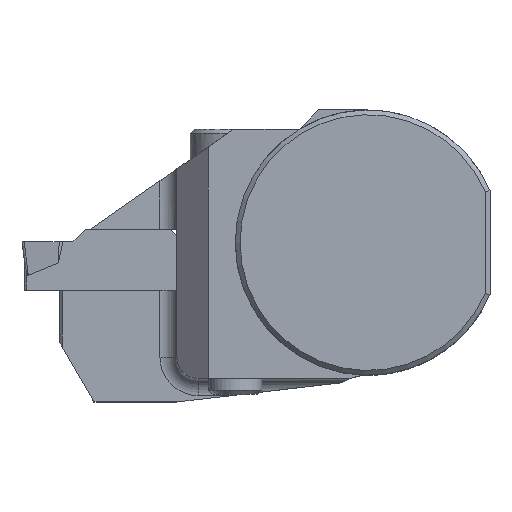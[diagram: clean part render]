
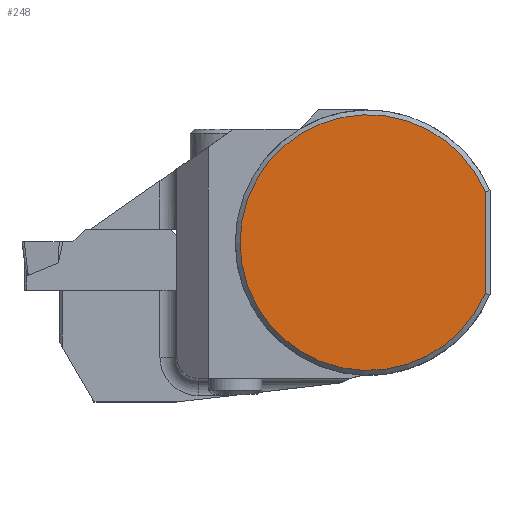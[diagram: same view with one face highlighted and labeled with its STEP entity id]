
A CAD part, top view. The second image highlights one B-rep face of the part: STEP entity #248.
In plain terms, the highlighted planar face has unit normal (0, 0, 1).
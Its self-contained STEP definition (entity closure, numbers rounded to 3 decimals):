
#187=CIRCLE('',#1781,12.049);
#248=ADVANCED_FACE('',(#386),#315,.F.);
#315=PLANE('',#1783);
#386=FACE_OUTER_BOUND('',#468,.T.);
#468=EDGE_LOOP('',(#837,#838));
#837=ORIENTED_EDGE('',*,*,#1266,.T.);
#838=ORIENTED_EDGE('',*,*,#1271,.F.);
#1069=VERTEX_POINT('',#2804);
#1070=VERTEX_POINT('',#2806);
#1266=EDGE_CURVE('',#1070,#1069,#1431,.T.);
#1271=EDGE_CURVE('',#1070,#1069,#187,.T.);
#1431=LINE('',#2805,#1593);
#1593=VECTOR('',#2142,1.);
#1781=AXIS2_PLACEMENT_3D('',#2821,#2162,#2163);
#1783=AXIS2_PLACEMENT_3D('',#2823,#2166,#2167);
#2142=DIRECTION('',(0.,1.,0.));
#2162=DIRECTION('',(0.,0.,-1.));
#2163=DIRECTION('',(1.,0.,0.));
#2166=DIRECTION('',(0.,0.,-1.));
#2167=DIRECTION('',(-1.,0.,0.));
#2804=CARTESIAN_POINT('',(11.049,4.806,0.));
#2805=CARTESIAN_POINT('',(11.049,12.5,0.));
#2806=CARTESIAN_POINT('',(11.049,-4.806,0.));
#2821=CARTESIAN_POINT('',(0.,0.,0.));
#2823=CARTESIAN_POINT('',(-12.049,0.,0.));
